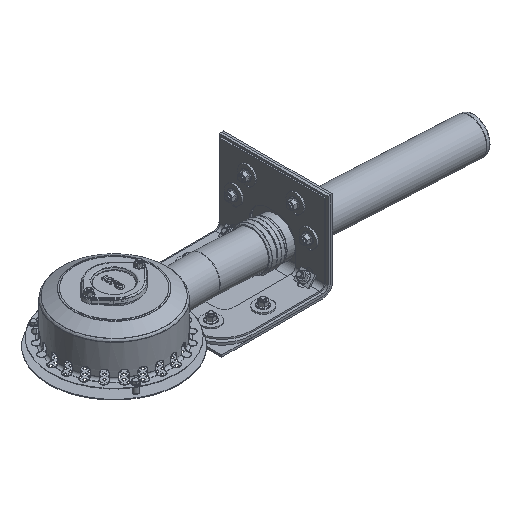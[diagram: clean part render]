
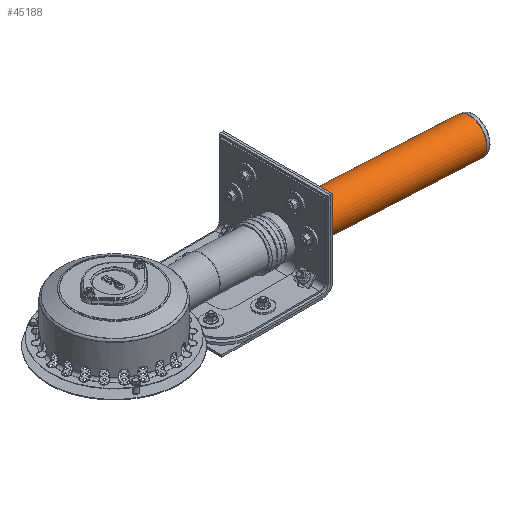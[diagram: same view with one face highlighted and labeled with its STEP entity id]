
A CAD part, isometric view. The second image highlights one B-rep face of the part: STEP entity #45188.
In plain terms, the highlighted cylindrical face has radius 365 mm (diameter 730 mm), a full revolution.
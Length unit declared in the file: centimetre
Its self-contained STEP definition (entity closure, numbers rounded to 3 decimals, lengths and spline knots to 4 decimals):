
#1208=CYLINDRICAL_SURFACE('',#48662,36.5);
#3572=FACE_OUTER_BOUND('',#6006,.T.);
#6006=EDGE_LOOP('',(#33321,#33322,#33323,#33324,#33325));
#9029=CIRCLE('',#48609,36.5);
#9030=CIRCLE('',#48610,36.5);
#9066=CIRCLE('',#48657,36.5);
#10018=LINE('',#66864,#15191);
#15191=VECTOR('',#53323,36.5);
#20591=VERTEX_POINT('',#66662);
#20592=VERTEX_POINT('',#66664);
#20619=VERTEX_POINT('',#66852);
#25412=EDGE_CURVE('',#20592,#20591,#9029,.T.);
#25413=EDGE_CURVE('',#20591,#20592,#9030,.T.);
#25455=EDGE_CURVE('',#20619,#20619,#9066,.T.);
#25460=EDGE_CURVE('',#20619,#20592,#10018,.T.);
#33321=ORIENTED_EDGE('',*,*,#25455,.F.);
#33322=ORIENTED_EDGE('',*,*,#25460,.T.);
#33323=ORIENTED_EDGE('',*,*,#25412,.T.);
#33324=ORIENTED_EDGE('',*,*,#25413,.T.);
#33325=ORIENTED_EDGE('',*,*,#25460,.F.);
#45188=ADVANCED_FACE('',(#3572),#1208,.T.);
#48609=AXIS2_PLACEMENT_3D('',#66665,#53207,#53208);
#48610=AXIS2_PLACEMENT_3D('',#66666,#53209,#53210);
#48657=AXIS2_PLACEMENT_3D('',#66854,#53309,#53310);
#48662=AXIS2_PLACEMENT_3D('',#66863,#53321,#53322);
#53207=DIRECTION('center_axis',(0.999,0.,
-0.052));
#53208=DIRECTION('ref_axis',(0.,1.,0.));
#53209=DIRECTION('center_axis',(0.999,0.,
-0.052));
#53210=DIRECTION('ref_axis',(0.,1.,0.));
#53309=DIRECTION('center_axis',(0.999,0.,
-0.052));
#53310=DIRECTION('ref_axis',(0.,1.,0.));
#53321=DIRECTION('center_axis',(0.999,0.,
-0.052));
#53322=DIRECTION('ref_axis',(0.052,0.,0.999));
#53323=DIRECTION('',(-0.999,0.,0.052));
#66662=CARTESIAN_POINT('',(3749.9226,261.466,66.9607));
#66664=CARTESIAN_POINT('',(3748.0123,297.966,30.5108));
#66665=CARTESIAN_POINT('Origin',(3749.9226,297.966,66.9607));
#66666=CARTESIAN_POINT('Origin',(3749.9226,297.966,66.9607));
#66852=CARTESIAN_POINT('',(4071.2456,297.966,13.5708));
#66854=CARTESIAN_POINT('Origin',(4073.1558,297.966,50.0208));
#66863=CARTESIAN_POINT('Origin',(3948.966,297.966,56.5293));
#66864=CARTESIAN_POINT('',(3947.0557,297.966,20.0793));
